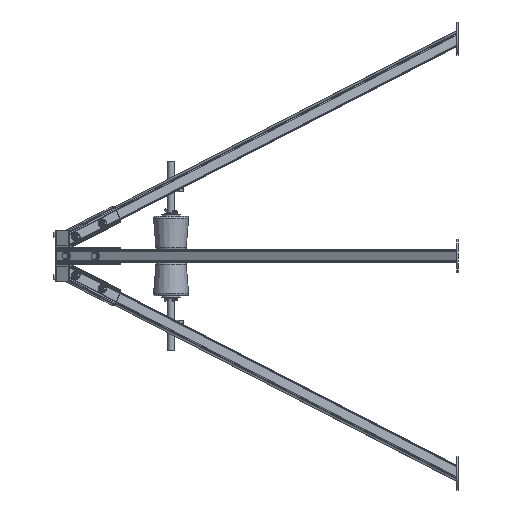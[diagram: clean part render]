
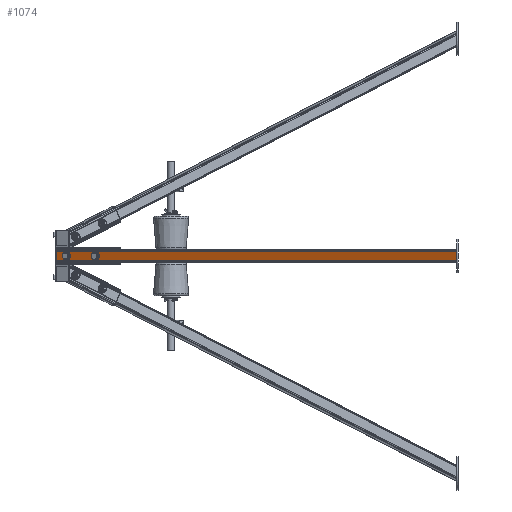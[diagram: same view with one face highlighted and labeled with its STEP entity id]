
A CAD part, left-side view. The second image highlights one B-rep face of the part: STEP entity #1074.
In plain terms, the highlighted face is planar.
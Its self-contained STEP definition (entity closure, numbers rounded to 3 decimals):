
#5 = CIRCLE ( 'NONE', #6202, 5.5 ) ;
#39 = CARTESIAN_POINT ( 'NONE',  ( 30., 15., 0. ) ) ;
#55 = FACE_BOUND ( 'NONE', #545, .T. ) ;
#58 = LINE ( 'NONE', #926, #9106 ) ;
#78 = CARTESIAN_POINT ( 'NONE',  ( 110., 15., 5.5 ) ) ;
#545 = EDGE_LOOP ( 'NONE', ( #3631, #5392 ) ) ;
#574 = CARTESIAN_POINT ( 'NONE',  ( 1105., 15., -11. ) ) ;
#815 = EDGE_LOOP ( 'NONE', ( #11494, #1437 ) ) ;
#926 = CARTESIAN_POINT ( 'NONE',  ( 1105., 15., 11. ) ) ;
#1074 = ADVANCED_FACE ( 'NONE', ( #55, #4137, #8199 ), #11401, .F. ) ;
#1437 = ORIENTED_EDGE ( 'NONE', *, *, #4893, .T. ) ;
#1728 = AXIS2_PLACEMENT_3D ( 'NONE', #3883, #6804, #5883 ) ;
#2010 = VERTEX_POINT ( 'NONE', #11580 ) ;
#2149 = CARTESIAN_POINT ( 'NONE',  ( 0., 15., 11. ) ) ;
#2248 = VERTEX_POINT ( 'NONE', #5704 ) ;
#2447 = DIRECTION ( 'NONE',  ( 0., 0., -1. ) ) ;
#2723 = VECTOR ( 'NONE', #3522, 1000. ) ;
#3093 = DIRECTION ( 'NONE',  ( 0., 0., -1. ) ) ;
#3156 = CARTESIAN_POINT ( 'NONE',  ( 110., 15., 0. ) ) ;
#3326 = VECTOR ( 'NONE', #12209, 1000. ) ;
#3475 = CARTESIAN_POINT ( 'NONE',  ( 0., 15., -11. ) ) ;
#3522 = DIRECTION ( 'NONE',  ( -1., 0., 0. ) ) ;
#3547 = ORIENTED_EDGE ( 'NONE', *, *, #5245, .F. ) ;
#3631 = ORIENTED_EDGE ( 'NONE', *, *, #7608, .T. ) ;
#3652 = CARTESIAN_POINT ( 'NONE',  ( 30., 15., 0. ) ) ;
#3883 = CARTESIAN_POINT ( 'NONE',  ( 110., 15., 0. ) ) ;
#3907 = CARTESIAN_POINT ( 'NONE',  ( 30., 15., -5.5 ) ) ;
#4065 = CARTESIAN_POINT ( 'NONE',  ( 1105., 15., -11. ) ) ;
#4137 = FACE_BOUND ( 'NONE', #815, .T. ) ;
#4138 = EDGE_CURVE ( 'NONE', #2248, #4713, #5, .T. ) ;
#4169 = CARTESIAN_POINT ( 'NONE',  ( 1105., 15., 11. ) ) ;
#4637 = EDGE_LOOP ( 'NONE', ( #4645, #6367, #3547, #7192 ) ) ;
#4645 = ORIENTED_EDGE ( 'NONE', *, *, #6942, .T. ) ;
#4713 = VERTEX_POINT ( 'NONE', #3907 ) ;
#4749 = LINE ( 'NONE', #4065, #3326 ) ;
#4843 = DIRECTION ( 'NONE',  ( 0., 0., -1. ) ) ;
#4893 = EDGE_CURVE ( 'NONE', #8503, #2010, #9291, .T. ) ;
#5237 = AXIS2_PLACEMENT_3D ( 'NONE', #10396, #8325, #12405 ) ;
#5245 = EDGE_CURVE ( 'NONE', #8237, #10224, #4749, .T. ) ;
#5392 = ORIENTED_EDGE ( 'NONE', *, *, #4138, .T. ) ;
#5428 = VECTOR ( 'NONE', #12352, 1000. ) ;
#5704 = CARTESIAN_POINT ( 'NONE',  ( 30., 15., 5.5 ) ) ;
#5855 = DIRECTION ( 'NONE',  ( 0., -1., 0. ) ) ;
#5883 = DIRECTION ( 'NONE',  ( 0., 0., -1. ) ) ;
#6202 = AXIS2_PLACEMENT_3D ( 'NONE', #39, #5855, #4843 ) ;
#6367 = ORIENTED_EDGE ( 'NONE', *, *, #8876, .F. ) ;
#6804 = DIRECTION ( 'NONE',  ( 0., -1., 0. ) ) ;
#6882 = CARTESIAN_POINT ( 'NONE',  ( 1105., 15., -11. ) ) ;
#6891 = DIRECTION ( 'NONE',  ( 0., -1., 0. ) ) ;
#6942 = EDGE_CURVE ( 'NONE', #12011, #12681, #11468, .T. ) ;
#6948 = LINE ( 'NONE', #574, #2723 ) ;
#7192 = ORIENTED_EDGE ( 'NONE', *, *, #7691, .T. ) ;
#7608 = EDGE_CURVE ( 'NONE', #4713, #2248, #10196, .T. ) ;
#7691 = EDGE_CURVE ( 'NONE', #8237, #12011, #6948, .T. ) ;
#8199 = FACE_OUTER_BOUND ( 'NONE', #4637, .T. ) ;
#8237 = VERTEX_POINT ( 'NONE', #6882 ) ;
#8325 = DIRECTION ( 'NONE',  ( 0., -1., 0. ) ) ;
#8503 = VERTEX_POINT ( 'NONE', #78 ) ;
#8876 = EDGE_CURVE ( 'NONE', #10224, #12681, #58, .T. ) ;
#8986 = DIRECTION ( 'NONE',  ( -1., 0., 0. ) ) ;
#9106 = VECTOR ( 'NONE', #8986, 1000. ) ;
#9291 = CIRCLE ( 'NONE', #10998, 5.5 ) ;
#10196 = CIRCLE ( 'NONE', #12758, 5.5 ) ;
#10224 = VERTEX_POINT ( 'NONE', #4169 ) ;
#10396 = CARTESIAN_POINT ( 'NONE',  ( 1105., 15., -11. ) ) ;
#10998 = AXIS2_PLACEMENT_3D ( 'NONE', #3156, #12239, #3093 ) ;
#11401 = PLANE ( 'NONE',  #5237 ) ;
#11468 = LINE ( 'NONE', #3475, #5428 ) ;
#11494 = ORIENTED_EDGE ( 'NONE', *, *, #13162, .T. ) ;
#11580 = CARTESIAN_POINT ( 'NONE',  ( 110., 15., -5.5 ) ) ;
#12011 = VERTEX_POINT ( 'NONE', #12752 ) ;
#12209 = DIRECTION ( 'NONE',  ( 0., 0., 1. ) ) ;
#12239 = DIRECTION ( 'NONE',  ( 0., -1., 0. ) ) ;
#12352 = DIRECTION ( 'NONE',  ( 0., 0., 1. ) ) ;
#12405 = DIRECTION ( 'NONE',  ( 0., 0., -1. ) ) ;
#12611 = CIRCLE ( 'NONE', #1728, 5.5 ) ;
#12681 = VERTEX_POINT ( 'NONE', #2149 ) ;
#12752 = CARTESIAN_POINT ( 'NONE',  ( 0., 15., -11. ) ) ;
#12758 = AXIS2_PLACEMENT_3D ( 'NONE', #3652, #6891, #2447 ) ;
#13162 = EDGE_CURVE ( 'NONE', #2010, #8503, #12611, .T. ) ;
